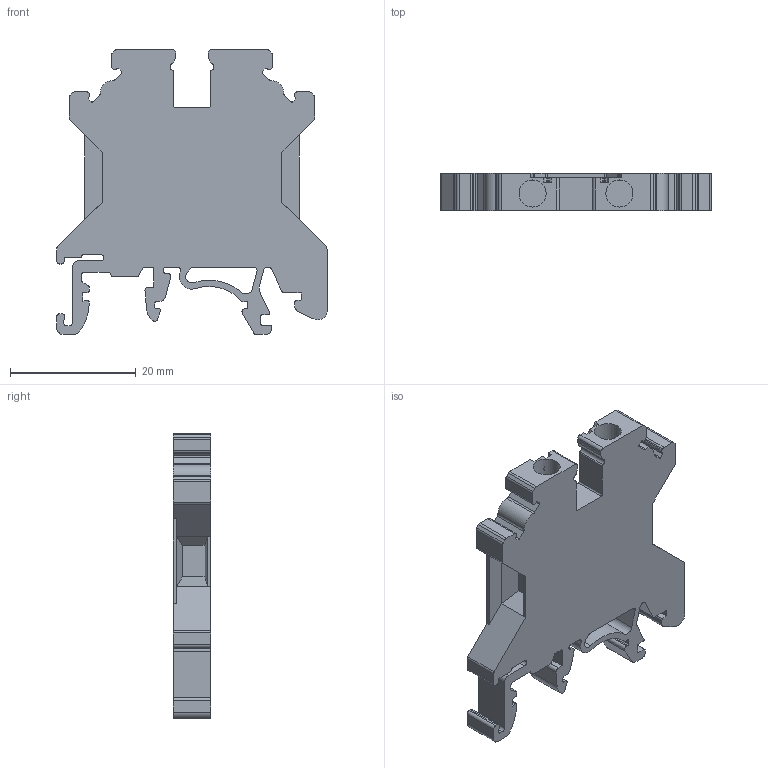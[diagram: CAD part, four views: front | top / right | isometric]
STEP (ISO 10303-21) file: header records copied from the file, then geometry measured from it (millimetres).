
FILE_DESCRIPTION( ( 'Unknown' ), '1' );
FILE_NAME( 'CTS4UN.stp', 'Unknown', ( 'Unknown' ), ( 'Unknown' ), 'PSStep 14.0', 'Unknown', ' ' );
FILE_SCHEMA( ( 'AUTOMOTIVE_DESIGN { 1 0 10303 214 1 1 1 1 }' ) );
Length unit declared in the file: millimetre
Products named in the file (1): 1
Bounding box: 43 x 5.95 x 45.3 mm (x, y, z)
Volume: 6741 mm3; surface area: 4813.6 mm2
Topology: 1 solids, 1 shells, 256 faces, 748 edges, 496 vertices
Faces by surface type: plane 132, cylinder 124
Full cylindrical faces by diameter (mm): 4.3 x2
Entity records: 10594 total; most frequent: DIRECTION 1508, CARTESIAN_POINT 1499, ORIENTED_EDGE 1492, EDGE_CURVE 746, AXIS2_PLACEMENT_3D 505, LINE 498, VECTOR 498, VERTEX_POINT 496
